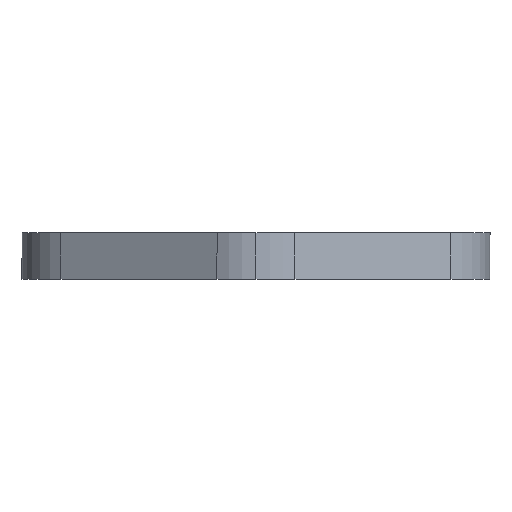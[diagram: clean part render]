
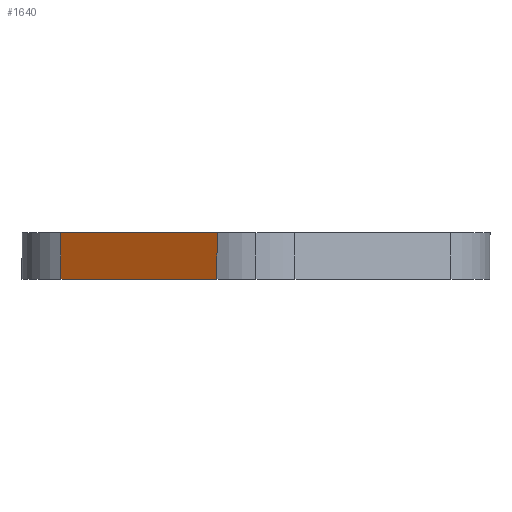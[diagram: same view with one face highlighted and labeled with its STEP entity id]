
A CAD part, left-side view. The second image highlights one B-rep face of the part: STEP entity #1640.
In plain terms, the highlighted planar face has unit normal (-0.866, 0.5, 0).
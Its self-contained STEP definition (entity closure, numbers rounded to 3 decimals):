
#44 = ORIENTED_EDGE ( 'NONE', *, *, #1052, .F. ) ;
#58 = DIRECTION ( 'NONE',  ( -0.5, -0.866, 0. ) ) ;
#97 = AXIS2_PLACEMENT_3D ( 'NONE', #214, #1526, #396 ) ;
#108 = VERTEX_POINT ( 'NONE', #1026 ) ;
#214 = CARTESIAN_POINT ( 'NONE',  ( -8.66, 15., 2. ) ) ;
#230 = EDGE_LOOP ( 'NONE', ( #44, #1027, #1048, #1144 ) ) ;
#287 = VECTOR ( 'NONE', #662, 1000. ) ;
#396 = DIRECTION ( 'NONE',  ( 0.5, 0.866, 0. ) ) ;
#488 = CARTESIAN_POINT ( 'NONE',  ( -15.877, 2.5, 0. ) ) ;
#510 = CARTESIAN_POINT ( 'NONE',  ( -8.66, 15., 0. ) ) ;
#607 = CARTESIAN_POINT ( 'NONE',  ( -15.877, 2.5, 3. ) ) ;
#662 = DIRECTION ( 'NONE',  ( 0., 0., -1. ) ) ;
#671 = DIRECTION ( 'NONE',  ( -0.5, -0.866, 0. ) ) ;
#683 = DIRECTION ( 'NONE',  ( 0., 0., 1. ) ) ;
#974 = CARTESIAN_POINT ( 'NONE',  ( -10.104, 12.5, 2. ) ) ;
#998 = VERTEX_POINT ( 'NONE', #488 ) ;
#1026 = CARTESIAN_POINT ( 'NONE',  ( -10.104, 12.5, 0. ) ) ;
#1027 = ORIENTED_EDGE ( 'NONE', *, *, #1550, .T. ) ;
#1048 = ORIENTED_EDGE ( 'NONE', *, *, #1577, .T. ) ;
#1052 = EDGE_CURVE ( 'NONE', #1590, #1311, #1055, .T. ) ;
#1055 = LINE ( 'NONE', #1341, #1636 ) ;
#1144 = ORIENTED_EDGE ( 'NONE', *, *, #1898, .T. ) ;
#1160 = VECTOR ( 'NONE', #683, 1000. ) ;
#1311 = VERTEX_POINT ( 'NONE', #607 ) ;
#1326 = CARTESIAN_POINT ( 'NONE',  ( -10.104, 12.5, 3. ) ) ;
#1341 = CARTESIAN_POINT ( 'NONE',  ( -8.66, 15., 3. ) ) ;
#1351 = PLANE ( 'NONE',  #97 ) ;
#1453 = LINE ( 'NONE', #1662, #1160 ) ;
#1526 = DIRECTION ( 'NONE',  ( 0.866, -0.5, 0. ) ) ;
#1550 = EDGE_CURVE ( 'NONE', #1590, #108, #2127, .T. ) ;
#1568 = VECTOR ( 'NONE', #671, 1000. ) ;
#1577 = EDGE_CURVE ( 'NONE', #108, #998, #1992, .T. ) ;
#1589 = FACE_OUTER_BOUND ( 'NONE', #230, .T. ) ;
#1590 = VERTEX_POINT ( 'NONE', #1326 ) ;
#1636 = VECTOR ( 'NONE', #58, 1000. ) ;
#1640 = ADVANCED_FACE ( 'NONE', ( #1589 ), #1351, .F. ) ;
#1662 = CARTESIAN_POINT ( 'NONE',  ( -15.877, 2.5, 2. ) ) ;
#1898 = EDGE_CURVE ( 'NONE', #998, #1311, #1453, .T. ) ;
#1992 = LINE ( 'NONE', #510, #1568 ) ;
#2127 = LINE ( 'NONE', #974, #287 ) ;
